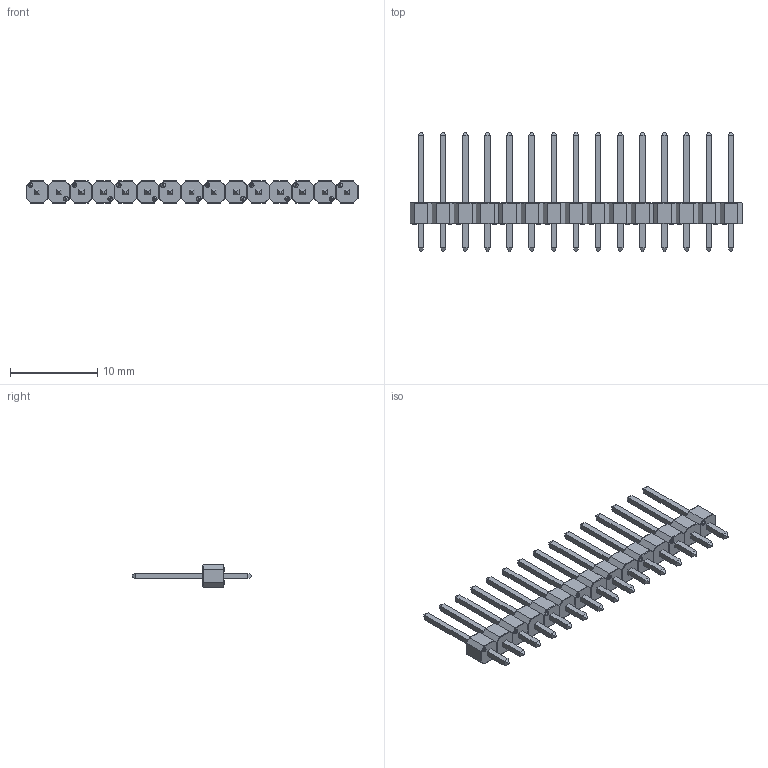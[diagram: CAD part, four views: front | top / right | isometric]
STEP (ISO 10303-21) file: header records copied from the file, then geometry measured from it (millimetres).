
FILE_DESCRIPTION (( 'STEP AP214' ), '1' );
FILE_NAME ('PEC15SFAN.STEP', '2018-01-30T19:07:30', ( '' ), ( '' ), 'SwSTEP 2.0', 'SolidWorks 2014', '' );
FILE_SCHEMA (( 'AUTOMOTIVE_DESIGN' ));
Length unit declared in the file: millimetre
Products named in the file (2): FORMAT WITH TABS; PEC15SFAN
Assembly tree (15 placements, depth 2):
  PEC15SFAN
    FORMAT WITH TABS  x15
Bounding box: 38.1 x 13.67 x 2.54 mm (x, y, z)
Volume: 281 mm3; surface area: 936 mm2
Topology: 45 solids, 45 shells, 765 faces, 1590 edges, 930 vertices
Faces by surface type: plane 465, cylinder 240, torus 60
Entity records: 1498 total; most frequent: CARTESIAN_POINT 285, DIRECTION 238, ORIENTED_EDGE 212, EDGE_CURVE 106, VECTOR 80, LINE 80, AXIS2_PLACEMENT_3D 79, VERTEX_POINT 62
